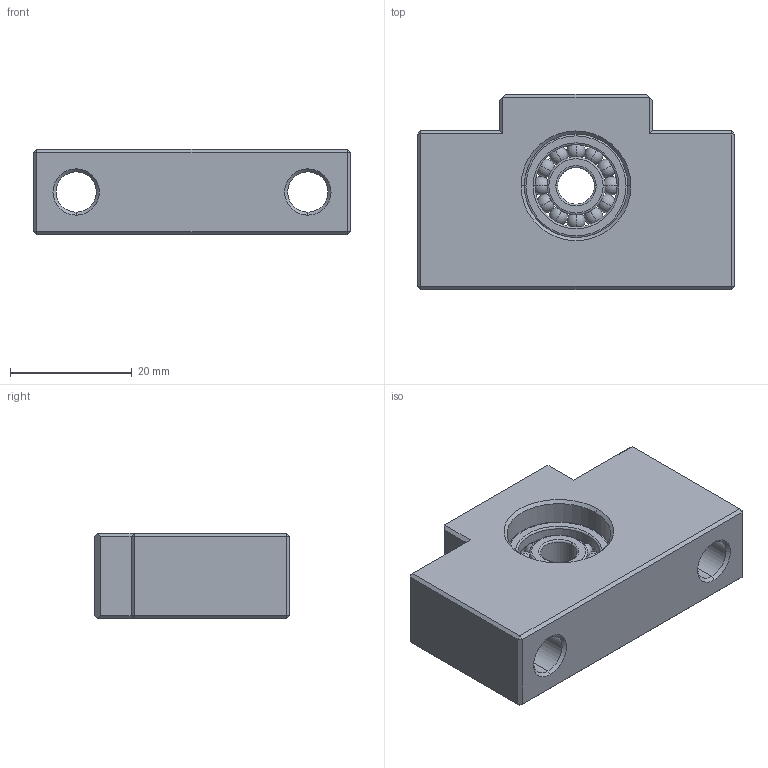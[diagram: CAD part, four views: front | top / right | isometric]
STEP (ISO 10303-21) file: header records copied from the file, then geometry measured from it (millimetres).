
FILE_DESCRIPTION (( 'STEP AP203' ), '1' );
FILE_NAME ('EF08²Õ¦X¥ó.STEP', '2010-10-04T07:39:05', ( '' ), ( '' ), 'SwSTEP 2.0', 'SolidWorks 2008', '' );
FILE_SCHEMA (( 'CONFIG_CONTROL_DESIGN' ));
Length unit declared in the file: millimetre
Products named in the file (1): EF08組合件
Bounding box: 52 x 32 x 14 mm (x, y, z)
Volume: 15388.7 mm3; surface area: 8171.7 mm2
Topology: 15 solids, 15 shells, 126 faces, 296 edges, 178 vertices
Faces by surface type: plane 46, sphere 24, cylinder 22, torus 22, cone 12
Entity records: 3201 total; most frequent: DIRECTION 610, CARTESIAN_POINT 505, ORIENTED_EDGE 472, AXIS2_PLACEMENT_3D 247, EDGE_CURVE 236, VERTEX_POINT 142, EDGE_LOOP 138, ADVANCED_FACE 126
